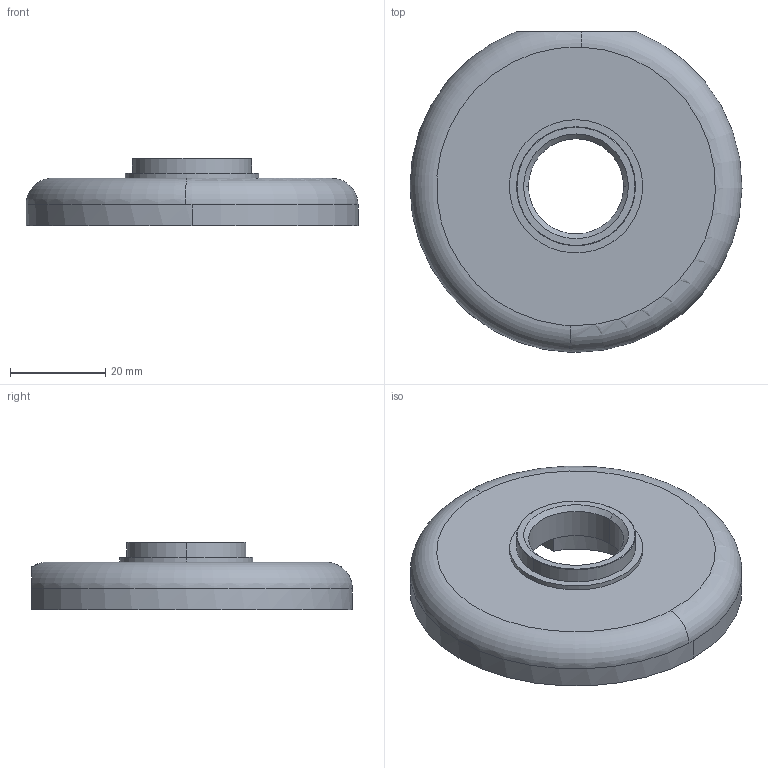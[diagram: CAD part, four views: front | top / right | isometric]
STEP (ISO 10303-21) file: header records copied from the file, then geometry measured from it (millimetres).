
FILE_DESCRIPTION(('STEP AP214'),'1');
FILE_NAME('.step','2022-05-10T04:50:34',(' '),(' '),'Spatial InterOp 3D',' ',' ');
FILE_SCHEMA(('AUTOMOTIVE_DESIGN { 1 0 10303 214 1 1 1 1 }'));
Length unit declared in the file: metre
Products named in the file (1): 实体
Bounding box: 69.74 x 67.39 x 14.2 mm (x, y, z)
Volume: 18637.1 mm3; surface area: 11929.1 mm2
Topology: 1 solids, 1 shells, 132 faces, 367 edges, 245 vertices
Faces by surface type: cylinder 76, plane 43, cone 8, torus 5
Entity records: 4853 total; most frequent: CARTESIAN_POINT 1269, DIRECTION 804, ORIENTED_EDGE 734, EDGE_CURVE 367, AXIS2_PLACEMENT_3D 317, VERTEX_POINT 245, CIRCLE 184, LINE 170
